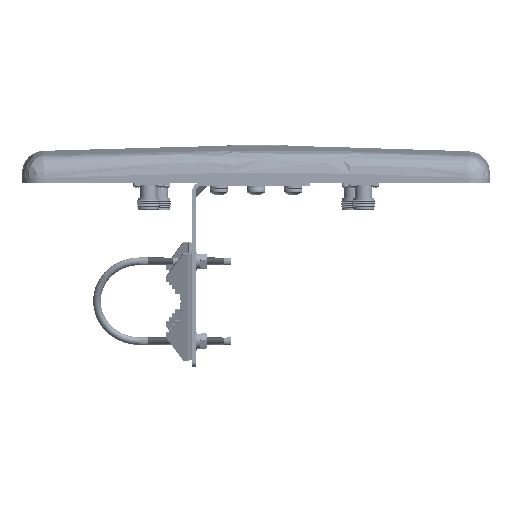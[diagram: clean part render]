
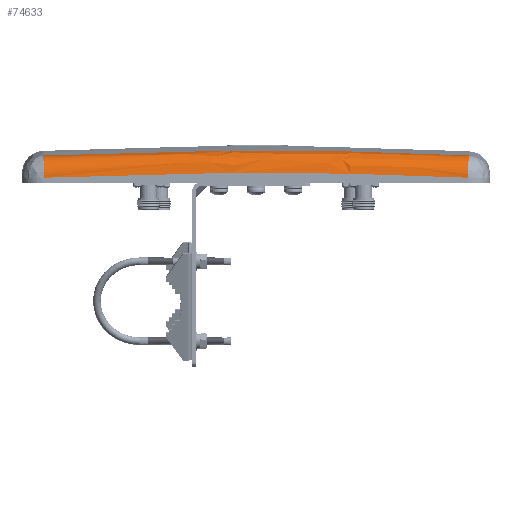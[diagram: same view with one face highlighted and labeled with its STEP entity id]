
A CAD part, top view. The second image highlights one B-rep face of the part: STEP entity #74633.
In plain terms, the highlighted free-form (B-spline) face has degree [3, 3] with [4, 4] control points.
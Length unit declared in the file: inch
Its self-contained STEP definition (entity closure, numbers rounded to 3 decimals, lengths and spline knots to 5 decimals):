
#1252 = ORIENTED_EDGE ( 'NONE', *, *, #60481, .F. ) ;
#4906 = CARTESIAN_POINT ( 'NONE',  ( 5.61024, 0.2213, 6.20079 ) ) ;
#5024 = CARTESIAN_POINT ( 'NONE',  ( -5.63743, 0.79479, 5.97089 ) ) ;
#5778 = VERTEX_POINT ( 'NONE', #35032 ) ;
#5940 = EDGE_CURVE ( 'NONE', #39547, #5778, #19352, .T. ) ;
#6429 = CARTESIAN_POINT ( 'NONE',  ( -5.63817, 0.81053, 5.63817 ) ) ;
#6722 = CARTESIAN_POINT ( 'NONE',  ( -1.87148, 0.39857, 6.20079 ) ) ;
#8053 = EDGE_CURVE ( 'NONE', #5778, #52756, #33123, .T. ) ;
#13390 = CARTESIAN_POINT ( 'NONE',  ( 1.8808, 0.98868, 5.63817 ) ) ;
#13675 = CARTESIAN_POINT ( 'NONE',  ( 5.61024, 0.2213, 6.20079 ) ) ;
#17109 = CARTESIAN_POINT ( 'NONE',  ( 5.63817, 0.81053, 5.63817 ) ) ;
#17436 = ORIENTED_EDGE ( 'NONE', *, *, #5940, .T. ) ;
#18939 = ORIENTED_EDGE ( 'NONE', *, *, #8053, .T. ) ;
#19020 = ORIENTED_EDGE ( 'NONE', *, *, #34525, .T. ) ;
#19352 =( BOUNDED_CURVE ( )  B_SPLINE_CURVE ( 3, ( #20611, #5024, #21498, #25499 ),
 .UNSPECIFIED., .F., .F. ) 
 B_SPLINE_CURVE_WITH_KNOTS ( ( 4, 4 ),
 ( 0., 1. ),
 .UNSPECIFIED. ) 
 CURVE ( )  GEOMETRIC_REPRESENTATION_ITEM ( )  RATIONAL_B_SPLINE_CURVE ( ( 1., 0.816, 0.816, 1. ) ) 
 REPRESENTATION_ITEM ( '' )  );
#20254 = CARTESIAN_POINT ( 'NONE',  ( -5.63743, 0.79479, 5.97089 ) ) ;
#20611 = CARTESIAN_POINT ( 'NONE',  ( -5.63817, 0.81053, 5.63817 ) ) ;
#21398 =( BOUNDED_SURFACE ( )  B_SPLINE_SURFACE ( 3, 3, ( 
 ( #6429, #81822, #13390, #61345 ),
 ( #20254, #68273, #27167, #75210 ),
 ( #34087, #82116, #41006, #88983 ),
 ( #47917, #6722, #54781, #13675 ) ),
 .UNSPECIFIED., .F., .F., .F. ) 
 B_SPLINE_SURFACE_WITH_KNOTS ( ( 4, 4 ),
 ( 4, 4 ),
 ( 0., 1. ),
 ( 0., 1. ),
 .UNSPECIFIED. ) 
 GEOMETRIC_REPRESENTATION_ITEM ( )  RATIONAL_B_SPLINE_SURFACE ( (
 ( 1., 0.999, 0.999, 1.),
 ( 0.816, 0.815, 0.815, 0.816),
 ( 0.816, 0.815, 0.815, 0.816),
 ( 1., 0.999, 0.999, 1.) ) ) 
 REPRESENTATION_ITEM ( '' )  SURFACE ( )  );
#21498 = CARTESIAN_POINT ( 'NONE',  ( -5.62601, 0.55402, 6.20079 ) ) ;
#25499 = CARTESIAN_POINT ( 'NONE',  ( -5.61024, 0.2213, 6.20079 ) ) ;
#27167 = CARTESIAN_POINT ( 'NONE',  ( 1.88055, 0.97292, 5.97089 ) ) ;
#31773 = CARTESIAN_POINT ( 'NONE',  ( -5.63817, 0.81053, 5.63817 ) ) ;
#33123 =( BOUNDED_CURVE ( )  B_SPLINE_CURVE ( 3, ( #39152, #87172, #46054, #4906 ),
 .UNSPECIFIED., .F., .F. ) 
 B_SPLINE_CURVE_WITH_KNOTS ( ( 4, 4 ),
 ( 0., 1. ),
 .UNSPECIFIED. ) 
 CURVE ( )  GEOMETRIC_REPRESENTATION_ITEM ( )  RATIONAL_B_SPLINE_CURVE ( ( 1., 0.999, 0.999, 1. ) ) 
 REPRESENTATION_ITEM ( '' )  );
#33465 = EDGE_LOOP ( 'NONE', ( #19020, #1252, #17436, #18939 ) ) ;
#34087 = CARTESIAN_POINT ( 'NONE',  ( -5.62601, 0.55402, 6.20079 ) ) ;
#34525 = EDGE_CURVE ( 'NONE', #52756, #54534, #45588, .T. ) ;
#35032 = CARTESIAN_POINT ( 'NONE',  ( -5.61024, 0.2213, 6.20079 ) ) ;
#38657 = CARTESIAN_POINT ( 'NONE',  ( 1.8822, 0.98862, 5.63817 ) ) ;
#39152 = CARTESIAN_POINT ( 'NONE',  ( -5.61024, 0.2213, 6.20079 ) ) ;
#39547 = VERTEX_POINT ( 'NONE', #65887 ) ;
#41006 = CARTESIAN_POINT ( 'NONE',  ( 1.87674, 0.73179, 6.20079 ) ) ;
#42207 = B_SPLINE_CURVE_WITH_KNOTS ( 'NONE', 3,
 ( #31773, #79184, #38657, #86693 ),
 .UNSPECIFIED., .F., .F.,
 ( 4, 4 ),
 ( 0., 1. ),
 .UNSPECIFIED. ) ;
#42805 = CARTESIAN_POINT ( 'NONE',  ( 5.62601, 0.55402, 6.20079 ) ) ;
#43112 = CARTESIAN_POINT ( 'NONE',  ( 5.63817, 0.81053, 5.63817 ) ) ;
#45588 =( BOUNDED_CURVE ( )  B_SPLINE_CURVE ( 3, ( #70369, #42805, #84196, #43112 ),
 .UNSPECIFIED., .F., .F. ) 
 B_SPLINE_CURVE_WITH_KNOTS ( ( 4, 4 ),
 ( 0., 1. ),
 .UNSPECIFIED. ) 
 CURVE ( )  GEOMETRIC_REPRESENTATION_ITEM ( )  RATIONAL_B_SPLINE_CURVE ( ( 1., 0.816, 0.816, 1. ) ) 
 REPRESENTATION_ITEM ( '' )  );
#46054 = CARTESIAN_POINT ( 'NONE',  ( 1.87148, 0.39857, 6.20079 ) ) ;
#47917 = CARTESIAN_POINT ( 'NONE',  ( -5.61024, 0.2213, 6.20079 ) ) ;
#52756 = VERTEX_POINT ( 'NONE', #85605 ) ;
#54534 = VERTEX_POINT ( 'NONE', #17109 ) ;
#54781 = CARTESIAN_POINT ( 'NONE',  ( 1.87148, 0.39857, 6.20079 ) ) ;
#60481 = EDGE_CURVE ( 'NONE', #39547, #54534, #42207, .T. ) ;
#61345 = CARTESIAN_POINT ( 'NONE',  ( 5.63817, 0.81053, 5.63817 ) ) ;
#65887 = CARTESIAN_POINT ( 'NONE',  ( -5.63817, 0.81053, 5.63817 ) ) ;
#68273 = CARTESIAN_POINT ( 'NONE',  ( -1.88055, 0.97292, 5.97089 ) ) ;
#70369 = CARTESIAN_POINT ( 'NONE',  ( 5.61024, 0.2213, 6.20079 ) ) ;
#71197 = FACE_OUTER_BOUND ( 'NONE', #33465, .T. ) ;
#74633 = ADVANCED_FACE ( 'NONE', ( #71197 ), #21398, .T. ) ;
#75210 = CARTESIAN_POINT ( 'NONE',  ( 5.63743, 0.79479, 5.97089 ) ) ;
#79184 = CARTESIAN_POINT ( 'NONE',  ( -1.8822, 0.98862, 5.63817 ) ) ;
#81822 = CARTESIAN_POINT ( 'NONE',  ( -1.8808, 0.98868, 5.63817 ) ) ;
#82116 = CARTESIAN_POINT ( 'NONE',  ( -1.87674, 0.73179, 6.20079 ) ) ;
#84196 = CARTESIAN_POINT ( 'NONE',  ( 5.63743, 0.79479, 5.97089 ) ) ;
#85605 = CARTESIAN_POINT ( 'NONE',  ( 5.61024, 0.2213, 6.20079 ) ) ;
#86693 = CARTESIAN_POINT ( 'NONE',  ( 5.63817, 0.81053, 5.63817 ) ) ;
#87172 = CARTESIAN_POINT ( 'NONE',  ( -1.87148, 0.39857, 6.20079 ) ) ;
#88983 = CARTESIAN_POINT ( 'NONE',  ( 5.62601, 0.55402, 6.20079 ) ) ;
